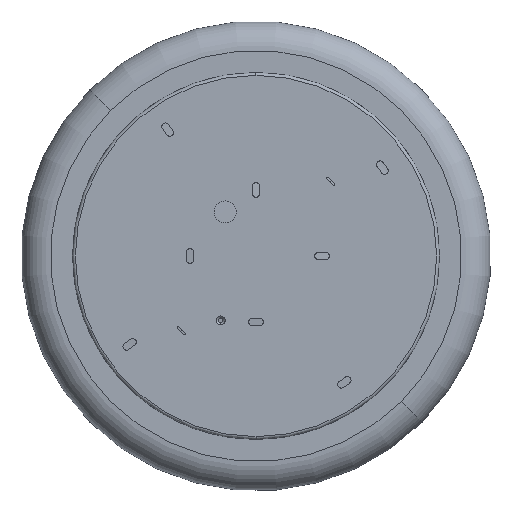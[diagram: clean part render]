
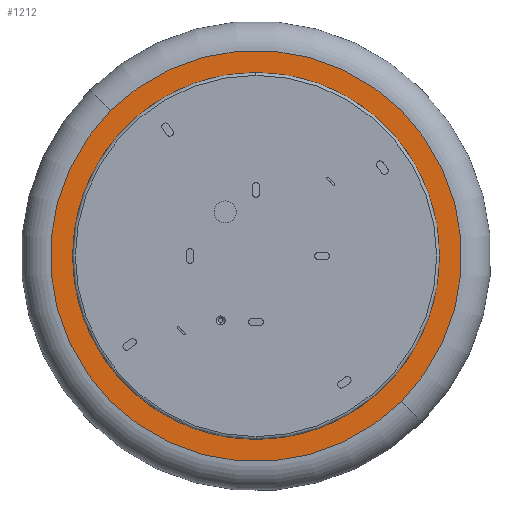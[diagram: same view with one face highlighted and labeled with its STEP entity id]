
A CAD part, front view. The second image highlights one B-rep face of the part: STEP entity #1212.
In plain terms, the highlighted planar face has unit normal (0, -1, 0).
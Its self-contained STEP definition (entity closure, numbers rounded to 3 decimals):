
#203 = ORIENTED_EDGE ( 'NONE', *, *, #1087, .F. ) ;
#207 = ORIENTED_EDGE ( 'NONE', *, *, #1098, .F. ) ;
#230 = EDGE_LOOP ( 'NONE', ( #207, #203 ) ) ;
#250 = ORIENTED_EDGE ( 'NONE', *, *, #1143, .T. ) ;
#262 = EDGE_LOOP ( 'NONE', ( #250, #293 ) ) ;
#293 = ORIENTED_EDGE ( 'NONE', *, *, #1148, .T. ) ;
#507 = FACE_BOUND ( 'NONE', #262, .T. ) ;
#511 = FACE_OUTER_BOUND ( 'NONE', #230, .T. ) ;
#567 = CIRCLE ( 'NONE', #903, 140. ) ;
#605 = CIRCLE ( 'NONE', #915, 140. ) ;
#722 = CIRCLE ( 'NONE', #1008, 125. ) ;
#730 = CIRCLE ( 'NONE', #877, 125. ) ;
#810 = AXIS2_PLACEMENT_3D ( 'NONE', #2304, #2312, #2313 ) ;
#877 = AXIS2_PLACEMENT_3D ( 'NONE', #1894, #1886, #1885 ) ;
#903 = AXIS2_PLACEMENT_3D ( 'NONE', #1929, #1977, #1953 ) ;
#915 = AXIS2_PLACEMENT_3D ( 'NONE', #2063, #2055, #2057 ) ;
#1008 = AXIS2_PLACEMENT_3D ( 'NONE', #1905, #1896, #1895 ) ;
#1087 = EDGE_CURVE ( 'NONE', #1468, #1485, #605, .T. ) ;
#1098 = EDGE_CURVE ( 'NONE', #1485, #1468, #567, .T. ) ;
#1143 = EDGE_CURVE ( 'NONE', #1403, #1514, #722, .T. ) ;
#1148 = EDGE_CURVE ( 'NONE', #1514, #1403, #730, .T. ) ;
#1212 = ADVANCED_FACE ( 'NONE', ( #511, #507 ), #2310, .F. ) ;
#1403 = VERTEX_POINT ( 'NONE', #2436 ) ;
#1468 = VERTEX_POINT ( 'NONE', #2501 ) ;
#1485 = VERTEX_POINT ( 'NONE', #2518 ) ;
#1514 = VERTEX_POINT ( 'NONE', #2547 ) ;
#1885 = DIRECTION ( 'NONE',  ( 0.707, 0., -0.707 ) ) ;
#1886 = DIRECTION ( 'NONE',  ( 0., 1., 0. ) ) ;
#1894 = CARTESIAN_POINT ( 'NONE',  ( 0., 6.5, 0. ) ) ;
#1895 = DIRECTION ( 'NONE',  ( 0.707, 0., -0.707 ) ) ;
#1896 = DIRECTION ( 'NONE',  ( 0., 1., 0. ) ) ;
#1905 = CARTESIAN_POINT ( 'NONE',  ( 0., 6.5, 0. ) ) ;
#1929 = CARTESIAN_POINT ( 'NONE',  ( 0., 6.5, 0. ) ) ;
#1953 = DIRECTION ( 'NONE',  ( 0.707, 0., -0.707 ) ) ;
#1977 = DIRECTION ( 'NONE',  ( 0., 1., 0. ) ) ;
#2055 = DIRECTION ( 'NONE',  ( 0., 1., 0. ) ) ;
#2057 = DIRECTION ( 'NONE',  ( 0.707, 0., -0.707 ) ) ;
#2063 = CARTESIAN_POINT ( 'NONE',  ( 0., 6.5, 0. ) ) ;
#2304 = CARTESIAN_POINT ( 'NONE',  ( 98.995, 6.5, 98.995 ) ) ;
#2310 = PLANE ( 'NONE',  #810 ) ;
#2312 = DIRECTION ( 'NONE',  ( 0., 1., 0. ) ) ;
#2313 = DIRECTION ( 'NONE',  ( 0.707, 0., -0.707 ) ) ;
#2436 = CARTESIAN_POINT ( 'NONE',  ( 88.388, 6.5, -88.388 ) ) ;
#2501 = CARTESIAN_POINT ( 'NONE',  ( -98.995, 6.5, 98.995 ) ) ;
#2518 = CARTESIAN_POINT ( 'NONE',  ( 98.995, 6.5, -98.995 ) ) ;
#2547 = CARTESIAN_POINT ( 'NONE',  ( -88.388, 6.5, 88.388 ) ) ;
